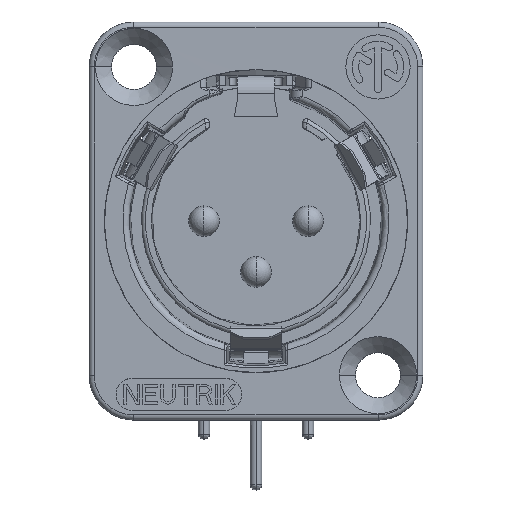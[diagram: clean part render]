
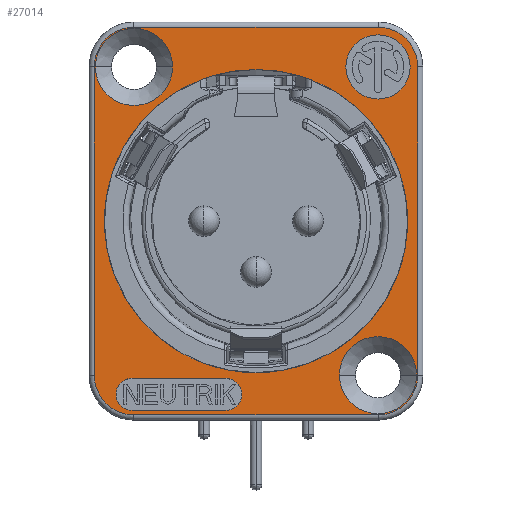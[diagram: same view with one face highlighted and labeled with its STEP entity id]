
A CAD part, top view. The second image highlights one B-rep face of the part: STEP entity #27014.
In plain terms, the highlighted planar face has unit normal (0, 0, 1).
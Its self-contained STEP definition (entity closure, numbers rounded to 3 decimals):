
#5120=CARTESIAN_POINT('',(-9.65,-13.5,0.));
#5121=DIRECTION('',(0.,0.,1.));
#5122=DIRECTION('',(0.,1.,0.));
#5123=AXIS2_PLACEMENT_3D('',#5120,#5121,#5122);
#5125=DIRECTION('',(1.,0.,0.));
#5126=VECTOR('',#5125,7.3);
#5127=CARTESIAN_POINT('',(-9.65,-14.75,0.));
#5128=LINE('',#5127,#5126);
#5129=CARTESIAN_POINT('',(-2.35,-13.5,0.));
#5130=DIRECTION('',(0.,0.,1.));
#5131=DIRECTION('',(0.,-1.,0.));
#5132=AXIS2_PLACEMENT_3D('',#5129,#5130,#5131);
#5134=DIRECTION('',(-1.,0.,0.));
#5135=VECTOR('',#5134,7.3);
#5136=CARTESIAN_POINT('',(-2.35,-12.25,0.));
#5137=LINE('',#5136,#5135);
#5138=CARTESIAN_POINT('',(9.5,12.,0.));
#5139=DIRECTION('',(0.,0.,1.));
#5140=DIRECTION('',(1.,0.,0.));
#5141=AXIS2_PLACEMENT_3D('',#5138,#5139,#5140);
#5143=CARTESIAN_POINT('',(9.5,12.,0.));
#5144=DIRECTION('',(0.,0.,1.));
#5145=DIRECTION('',(-1.,0.,0.));
#5146=AXIS2_PLACEMENT_3D('',#5143,#5144,#5145);
#5148=CARTESIAN_POINT('',(-9.5,12.,0.));
#5149=DIRECTION('',(0.,0.,1.));
#5150=DIRECTION('',(-1.,0.,0.));
#5151=AXIS2_PLACEMENT_3D('',#5148,#5149,#5150);
#5153=CARTESIAN_POINT('',(-9.5,12.,0.));
#5154=DIRECTION('',(0.,0.,1.));
#5155=DIRECTION('',(1.,0.,0.));
#5156=AXIS2_PLACEMENT_3D('',#5153,#5154,#5155);
#5158=CARTESIAN_POINT('',(9.5,-12.,0.));
#5159=DIRECTION('',(0.,0.,1.));
#5160=DIRECTION('',(-1.,0.,0.));
#5161=AXIS2_PLACEMENT_3D('',#5158,#5159,#5160);
#5163=CARTESIAN_POINT('',(9.5,-12.,0.));
#5164=DIRECTION('',(0.,0.,1.));
#5165=DIRECTION('',(1.,0.,0.));
#5166=AXIS2_PLACEMENT_3D('',#5163,#5164,#5165);
#5168=CARTESIAN_POINT('',(0.,0.,0.));
#5169=DIRECTION('',(0.,0.,1.));
#5170=DIRECTION('',(0.273,0.962,0.));
#5171=AXIS2_PLACEMENT_3D('',#5168,#5169,#5170);
#5173=CARTESIAN_POINT('',(9.5,12.,0.));
#5174=DIRECTION('',(0.,0.,1.));
#5175=DIRECTION('',(1.,0.,0.));
#5176=AXIS2_PLACEMENT_3D('',#5173,#5174,#5175);
#5178=DIRECTION('',(0.,1.,0.));
#5179=VECTOR('',#5178,24.);
#5180=CARTESIAN_POINT('',(12.6,-12.,0.));
#5181=LINE('',#5180,#5179);
#5182=CARTESIAN_POINT('',(9.5,-12.,0.));
#5183=DIRECTION('',(0.,0.,1.));
#5184=DIRECTION('',(0.,-1.,0.));
#5185=AXIS2_PLACEMENT_3D('',#5182,#5183,#5184);
#5187=DIRECTION('',(1.,0.,0.));
#5188=VECTOR('',#5187,19.);
#5189=CARTESIAN_POINT('',(-9.5,-15.1,0.));
#5190=LINE('',#5189,#5188);
#5191=CARTESIAN_POINT('',(-9.5,-12.,0.));
#5192=DIRECTION('',(0.,0.,1.));
#5193=DIRECTION('',(-1.,0.,0.));
#5194=AXIS2_PLACEMENT_3D('',#5191,#5192,#5193);
#5196=DIRECTION('',(0.,-1.,0.));
#5197=VECTOR('',#5196,24.);
#5198=CARTESIAN_POINT('',(-12.6,12.,0.));
#5199=LINE('',#5198,#5197);
#5200=CARTESIAN_POINT('',(-9.5,12.,0.));
#5201=DIRECTION('',(0.,0.,1.));
#5202=DIRECTION('',(0.,1.,0.));
#5203=AXIS2_PLACEMENT_3D('',#5200,#5201,#5202);
#5205=DIRECTION('',(-1.,0.,0.));
#5206=VECTOR('',#5205,19.);
#5207=CARTESIAN_POINT('',(9.5,15.1,0.));
#5208=LINE('',#5207,#5206);
#6777=CARTESIAN_POINT('',(0.,0.,0.));
#6778=DIRECTION('',(0.,0.,-1.));
#6779=DIRECTION('',(0.273,0.962,0.));
#6780=AXIS2_PLACEMENT_3D('',#6777,#6778,#6779);
#6782=CARTESIAN_POINT('',(-3.227,11.35,
0.));
#6819=CARTESIAN_POINT('',(3.227,11.35,0.));
#16616=CARTESIAN_POINT('',(-9.65,-12.25,0.));
#16617=CARTESIAN_POINT('',(-9.65,-14.75,0.));
#16618=VERTEX_POINT('',#16616);
#16619=VERTEX_POINT('',#16617);
#16620=CARTESIAN_POINT('',(-2.35,-14.75,0.));
#16621=VERTEX_POINT('',#16620);
#16622=CARTESIAN_POINT('',(-2.35,-12.25,0.));
#16623=VERTEX_POINT('',#16622);
#16628=CARTESIAN_POINT('',(12.,12.,0.));
#16629=CARTESIAN_POINT('',(7.,12.,0.));
#16630=VERTEX_POINT('',#16628);
#16631=VERTEX_POINT('',#16629);
#18189=VERTEX_POINT('',#6782);
#18192=VERTEX_POINT('',#6819);
#18307=CARTESIAN_POINT('',(-12.5,12.,0.));
#18308=CARTESIAN_POINT('',(-6.5,12.,0.));
#18309=VERTEX_POINT('',#18307);
#18310=VERTEX_POINT('',#18308);
#18311=CARTESIAN_POINT('',(6.5,-12.,0.));
#18312=CARTESIAN_POINT('',(12.5,-12.,0.));
#18313=VERTEX_POINT('',#18311);
#18314=VERTEX_POINT('',#18312);
#18404=CARTESIAN_POINT('',(12.6,12.,0.));
#18405=CARTESIAN_POINT('',(9.5,15.1,0.));
#18406=VERTEX_POINT('',#18404);
#18407=VERTEX_POINT('',#18405);
#18412=CARTESIAN_POINT('',(-9.5,15.1,0.));
#18413=VERTEX_POINT('',#18412);
#18416=CARTESIAN_POINT('',(-12.6,12.,0.));
#18417=VERTEX_POINT('',#18416);
#18420=CARTESIAN_POINT('',(-12.6,-12.,0.));
#18421=VERTEX_POINT('',#18420);
#18424=CARTESIAN_POINT('',(-9.5,-15.1,0.));
#18425=VERTEX_POINT('',#18424);
#18428=CARTESIAN_POINT('',(9.5,-15.1,0.));
#18429=VERTEX_POINT('',#18428);
#18432=CARTESIAN_POINT('',(12.6,-12.,0.));
#18433=VERTEX_POINT('',#18432);
#26959=CARTESIAN_POINT('',(0.,0.,0.));
#26960=DIRECTION('',(0.,0.,1.));
#26961=DIRECTION('',(1.,0.,0.));
#26962=AXIS2_PLACEMENT_3D('',#26959,#26960,#26961);
#26963=PLANE('',#26962);
#26965=ORIENTED_EDGE('',*,*,#26964,.F.);
#26967=ORIENTED_EDGE('',*,*,#26966,.F.);
#26969=ORIENTED_EDGE('',*,*,#26968,.F.);
#26971=ORIENTED_EDGE('',*,*,#26970,.F.);
#26973=ORIENTED_EDGE('',*,*,#26972,.F.);
#26975=ORIENTED_EDGE('',*,*,#26974,.F.);
#26977=ORIENTED_EDGE('',*,*,#26976,.F.);
#26979=ORIENTED_EDGE('',*,*,#26978,.F.);
#26980=EDGE_LOOP('',(#26965,#26967,#26969,#26971,#26973,#26975,#26977,#26979));
#26981=FACE_OUTER_BOUND('',#26980,.F.);
#26983=ORIENTED_EDGE('',*,*,#26982,.T.);
#26985=ORIENTED_EDGE('',*,*,#26984,.T.);
#26986=EDGE_LOOP('',(#26983,#26985));
#26987=FACE_BOUND('',#26986,.F.);
#26988=ORIENTED_EDGE('',*,*,#26954,.T.);
#26989=ORIENTED_EDGE('',*,*,#26938,.T.);
#26990=EDGE_LOOP('',(#26988,#26989));
#26991=FACE_BOUND('',#26990,.F.);
#26993=ORIENTED_EDGE('',*,*,#26992,.T.);
#26995=ORIENTED_EDGE('',*,*,#26994,.T.);
#26996=EDGE_LOOP('',(#26993,#26995));
#26997=FACE_BOUND('',#26996,.F.);
#26999=ORIENTED_EDGE('',*,*,#26998,.F.);
#27001=ORIENTED_EDGE('',*,*,#27000,.T.);
#27002=EDGE_LOOP('',(#26999,#27001));
#27003=FACE_BOUND('',#27002,.F.);
#27005=ORIENTED_EDGE('',*,*,#27004,.T.);
#27007=ORIENTED_EDGE('',*,*,#27006,.T.);
#27009=ORIENTED_EDGE('',*,*,#27008,.T.);
#27011=ORIENTED_EDGE('',*,*,#27010,.T.);
#27012=EDGE_LOOP('',(#27005,#27007,#27009,#27011));
#27013=FACE_BOUND('',#27012,.F.);
#27014=ADVANCED_FACE('',(#26981,#26987,#26991,#26997,#27003,#27013),#26963,.T.);
#5124=CIRCLE('',#5123,1.25);
#5133=CIRCLE('',#5132,1.25);
#5142=CIRCLE('',#5141,2.5);
#5147=CIRCLE('',#5146,2.5);
#5152=CIRCLE('',#5151,3.);
#5157=CIRCLE('',#5156,3.);
#5162=CIRCLE('',#5161,3.);
#5167=CIRCLE('',#5166,3.);
#5172=CIRCLE('',#5171,11.8);
#5177=CIRCLE('',#5176,3.1);
#5186=CIRCLE('',#5185,3.1);
#5195=CIRCLE('',#5194,3.1);
#5204=CIRCLE('',#5203,3.1);
#6781=CIRCLE('',#6780,11.8);
#26938=EDGE_CURVE('',#18310,#18309,#5157,.T.);
#26954=EDGE_CURVE('',#18309,#18310,#5152,.T.);
#26964=EDGE_CURVE('',#18406,#18407,#5177,.T.);
#26966=EDGE_CURVE('',#18433,#18406,#5181,.T.);
#26968=EDGE_CURVE('',#18429,#18433,#5186,.T.);
#26970=EDGE_CURVE('',#18425,#18429,#5190,.T.);
#26972=EDGE_CURVE('',#18421,#18425,#5195,.T.);
#26974=EDGE_CURVE('',#18417,#18421,#5199,.T.);
#26976=EDGE_CURVE('',#18413,#18417,#5204,.T.);
#26978=EDGE_CURVE('',#18407,#18413,#5208,.T.);
#26982=EDGE_CURVE('',#16630,#16631,#5142,.T.);
#26984=EDGE_CURVE('',#16631,#16630,#5147,.T.);
#26992=EDGE_CURVE('',#18313,#18314,#5162,.T.);
#26994=EDGE_CURVE('',#18314,#18313,#5167,.T.);
#26998=EDGE_CURVE('',#18192,#18189,#6781,.T.);
#27000=EDGE_CURVE('',#18192,#18189,#5172,.T.);
#27004=EDGE_CURVE('',#16618,#16619,#5124,.T.);
#27006=EDGE_CURVE('',#16619,#16621,#5128,.T.);
#27008=EDGE_CURVE('',#16621,#16623,#5133,.T.);
#27010=EDGE_CURVE('',#16623,#16618,#5137,.T.);
